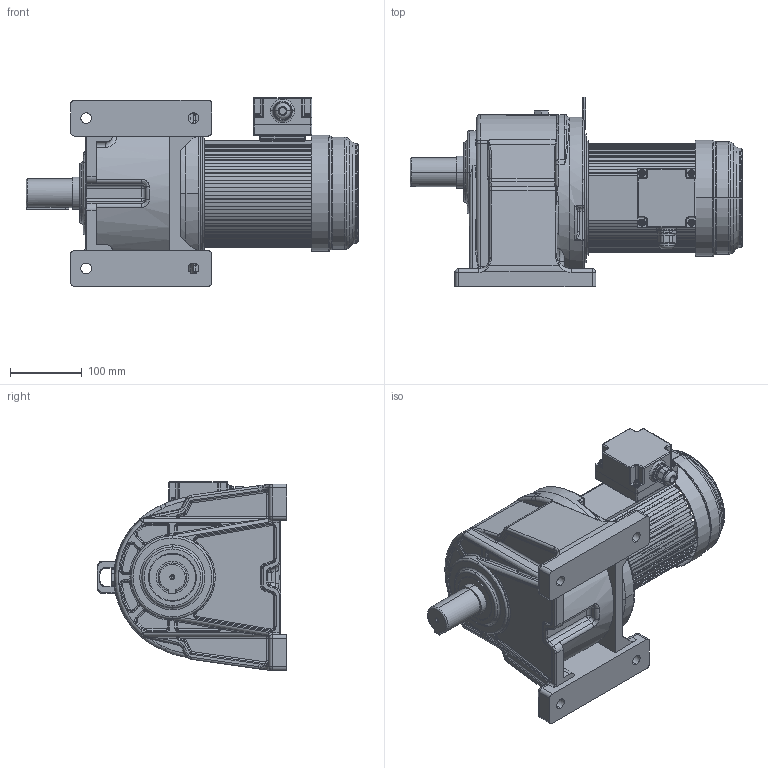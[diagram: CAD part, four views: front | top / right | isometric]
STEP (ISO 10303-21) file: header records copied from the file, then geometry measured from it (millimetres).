
FILE_DESCRIPTION((''),'2;1');
FILE_NAME('GH40-750-S-G1-LD_ASM','2022-04-13T',('AdminUser'),(''),'PRO/ENGINEER BY PARAMETRIC TECHNOLOGY CORPORATION, 2007170','PRO/ENGINEER BY PARAMETRIC TECHNOLOGY CORPORATION, 2007170','');
FILE_SCHEMA(('CONFIG_CONTROL_DESIGN'));
Length unit declared in the file: millimetre
Products named in the file (6): H40; G400; 750W; 750S; 8280-2022; GH40-750-S-G1-LD_ASM
Assembly tree (5 placements, depth 2):
  GH40-750-S-G1-LD_ASM
    H40
    G400
    750W
    750S
    8280-2022
Bounding box: 463.8 x 265.11 x 263.6 mm (x, y, z)
Volume: 3873813.4 mm3; surface area: 847714 mm2
Topology: 6 solids, 10 shells, 2629 faces, 6686 edges, 4143 vertices
Faces by surface type: plane 1269, cylinder 685, torus 360, bspline 263, sphere 42, cone 10
Entity records: 89943 total; most frequent: CARTESIAN_POINT 26731, ORIENTED_EDGE 13372, DIRECTION 13014, EDGE_CURVE 6686, AXIS2_PLACEMENT_3D 4495, VERTEX_POINT 4143, VECTOR 4024, LINE 4024
